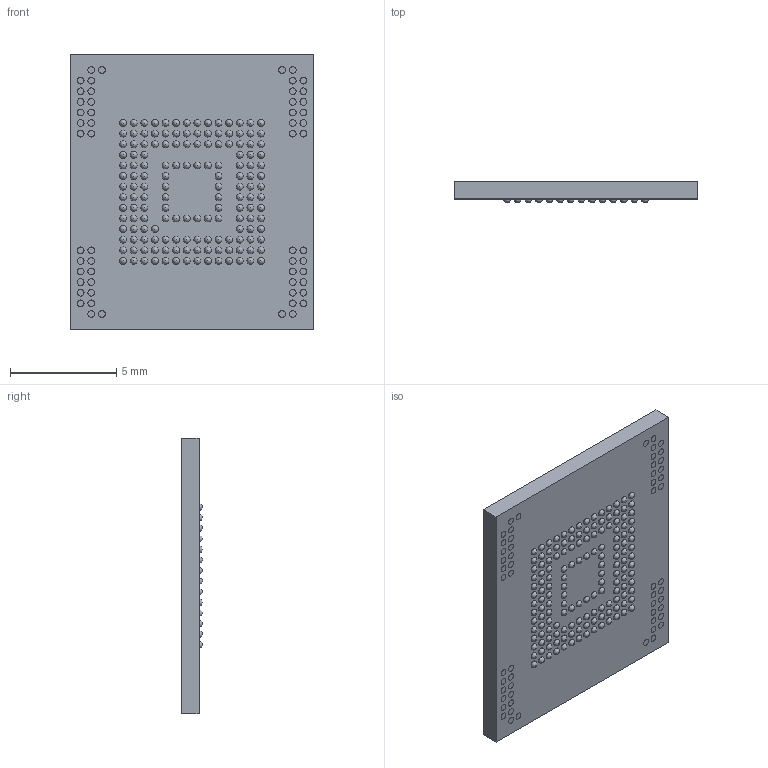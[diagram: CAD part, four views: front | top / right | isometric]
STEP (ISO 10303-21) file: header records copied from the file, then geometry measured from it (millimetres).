
FILE_DESCRIPTION (( 'STEP AP214' ), '1' );
FILE_NAME ('MTFC8GAKAJCN-4M IT.STEP', '2020-06-21T04:27:51', ( '' ), ( '' ), 'SwSTEP 2.0', 'SolidWorks 2017', '' );
FILE_SCHEMA (( 'AUTOMOTIVE_DESIGN' ));
Length unit declared in the file: millimetre
Products named in the file (1): MTFC8GAKAJCN-4M IT
Bounding box: 11.5 x 1 x 13 mm (x, y, z)
Volume: 126.3 mm3; surface area: 399.5 mm2
Topology: 211 solids, 211 shells, 864 faces, 1920 edges, 1382 vertices
Faces by surface type: plane 330, sphere 306, cylinder 228
Entity records: 22480 total; most frequent: DIRECTION 4106, CARTESIAN_POINT 3249, ORIENTED_EDGE 2616, AXIS2_PLACEMENT_3D 1933, EDGE_CURVE 1308, VERTEX_POINT 1076, EDGE_LOOP 1074, CIRCLE 1068
